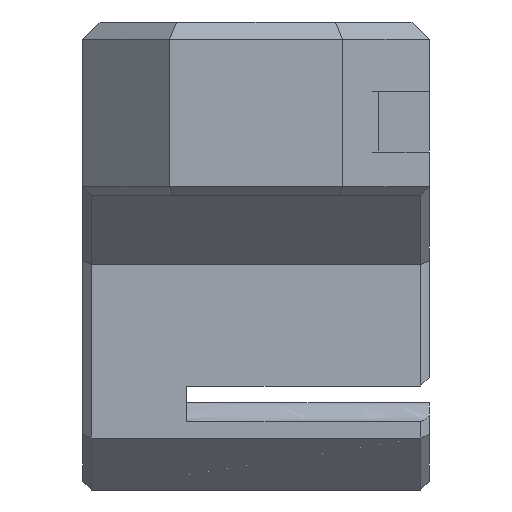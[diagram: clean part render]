
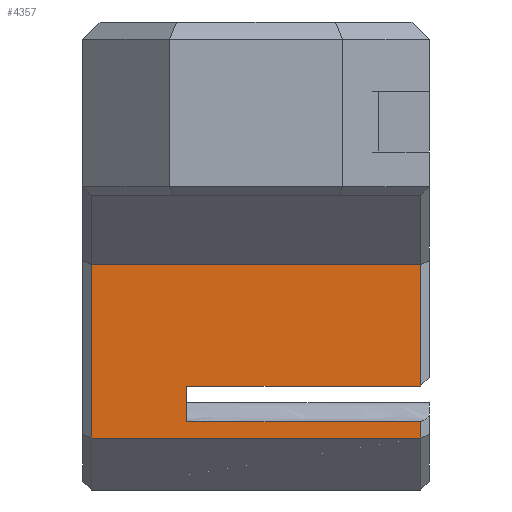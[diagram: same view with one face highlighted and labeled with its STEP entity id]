
A CAD part, front view. The second image highlights one B-rep face of the part: STEP entity #4357.
In plain terms, the highlighted planar face has unit normal (0, -1, 0).
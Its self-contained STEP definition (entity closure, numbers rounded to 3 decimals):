
#413=FACE_OUTER_BOUND('',#657,.T.);
#657=EDGE_LOOP('',(#3203,#3204,#3205,#3206,#3207,#3208,#3209,#3210));
#946=LINE('',#7198,#1388);
#965=LINE('',#7244,#1407);
#994=LINE('',#7301,#1436);
#995=LINE('',#7303,#1437);
#996=LINE('',#7305,#1438);
#997=LINE('',#7306,#1439);
#998=LINE('',#7307,#1440);
#999=LINE('',#7308,#1441);
#1388=VECTOR('',#5111,1.);
#1407=VECTOR('',#5148,1.);
#1436=VECTOR('',#5205,1.);
#1437=VECTOR('',#5206,1.);
#1438=VECTOR('',#5207,1.);
#1439=VECTOR('',#5208,1.);
#1440=VECTOR('',#5209,1.);
#1441=VECTOR('',#5210,1.);
#1926=VERTEX_POINT('',#7195);
#1927=VERTEX_POINT('',#7197);
#1944=VERTEX_POINT('',#7241);
#1945=VERTEX_POINT('',#7243);
#1958=VERTEX_POINT('',#7299);
#1959=VERTEX_POINT('',#7300);
#1960=VERTEX_POINT('',#7302);
#1961=VERTEX_POINT('',#7304);
#2392=EDGE_CURVE('',#1927,#1926,#946,.T.);
#2415=EDGE_CURVE('',#1944,#1945,#965,.T.);
#2444=EDGE_CURVE('',#1958,#1959,#994,.T.);
#2445=EDGE_CURVE('',#1960,#1959,#995,.T.);
#2446=EDGE_CURVE('',#1961,#1960,#996,.T.);
#2447=EDGE_CURVE('',#1961,#1945,#997,.F.);
#2448=EDGE_CURVE('',#1944,#1927,#998,.T.);
#2449=EDGE_CURVE('',#1958,#1926,#999,.F.);
#3203=ORIENTED_EDGE('',*,*,#2444,.T.);
#3204=ORIENTED_EDGE('',*,*,#2445,.F.);
#3205=ORIENTED_EDGE('',*,*,#2446,.F.);
#3206=ORIENTED_EDGE('',*,*,#2447,.T.);
#3207=ORIENTED_EDGE('',*,*,#2415,.F.);
#3208=ORIENTED_EDGE('',*,*,#2448,.T.);
#3209=ORIENTED_EDGE('',*,*,#2392,.T.);
#3210=ORIENTED_EDGE('',*,*,#2449,.F.);
#4201=PLANE('',#4678);
#4357=ADVANCED_FACE('',(#413),#4201,.T.);
#4678=AXIS2_PLACEMENT_3D('',#7298,#5203,#5204);
#5111=DIRECTION('',(1.,0.,0.));
#5148=DIRECTION('',(1.,0.,0.));
#5203=DIRECTION('center_axis',(0.,-1.,0.));
#5204=DIRECTION('ref_axis',(0.,0.,-1.));
#5205=DIRECTION('',(-1.,0.,0.));
#5206=DIRECTION('',(0.,0.,-1.));
#5207=DIRECTION('',(-1.,0.,0.));
#5208=DIRECTION('',(0.,0.,-1.));
#5209=DIRECTION('',(0.,0.,-1.));
#5210=DIRECTION('',(0.,0.,1.));
#7195=CARTESIAN_POINT('',(9.5,-33.,-24.));
#7197=CARTESIAN_POINT('',(-9.5,-33.,-24.));
#7198=CARTESIAN_POINT('',(0.,-33.,-24.));
#7241=CARTESIAN_POINT('',(-9.5,-33.,-14.));
#7243=CARTESIAN_POINT('',(9.5,-33.,-14.));
#7244=CARTESIAN_POINT('',(0.,-33.,-14.));
#7298=CARTESIAN_POINT('Origin',(0.,-33.,-14.));
#7299=CARTESIAN_POINT('',(9.5,-33.,-23.05));
#7300=CARTESIAN_POINT('',(-4.,-33.,-23.05));
#7301=CARTESIAN_POINT('',(6.25,-33.,-23.05));
#7302=CARTESIAN_POINT('',(-4.,-33.,-21.));
#7303=CARTESIAN_POINT('',(-4.,-33.,-22.025));
#7304=CARTESIAN_POINT('',(9.5,-33.,-21.));
#7305=CARTESIAN_POINT('',(6.25,-33.,-21.));
#7306=CARTESIAN_POINT('',(9.5,-33.,-17.5));
#7307=CARTESIAN_POINT('',(-9.5,-33.,-19.));
#7308=CARTESIAN_POINT('',(9.5,-33.,-23.525));
